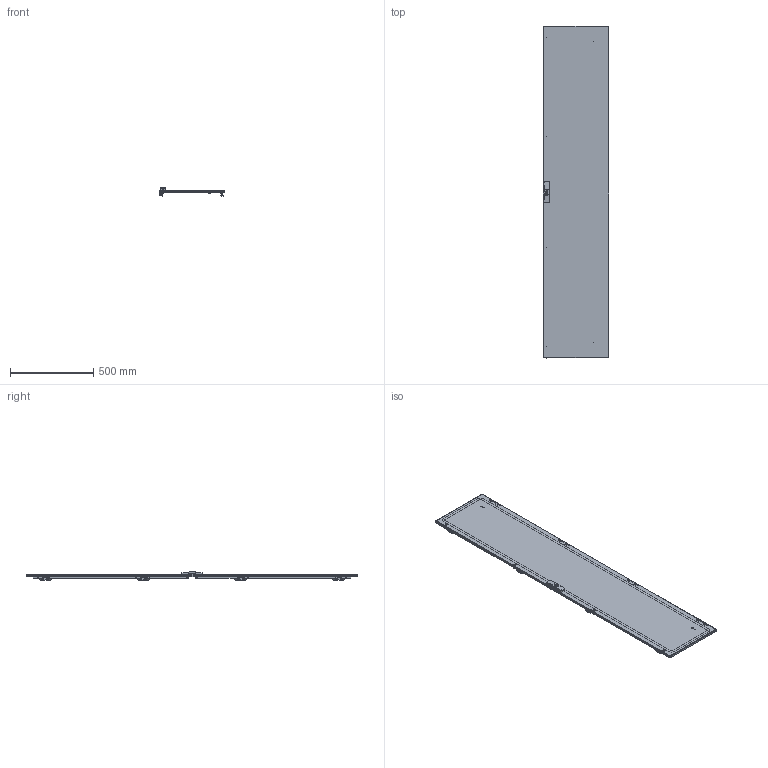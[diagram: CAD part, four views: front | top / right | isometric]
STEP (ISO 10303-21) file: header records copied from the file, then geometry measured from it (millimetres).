
FILE_DESCRIPTION (( 'STEP AP214' ), '1' );
FILE_NAME ('YKM40D-FO-DM-200-040 Äâåðü 2000õ400.STEP', '2022-05-23T11:42:24', ( '' ), ( '' ), 'SwSTEP 2.0', 'SolidWorks 2017', '' );
FILE_SCHEMA (( 'AUTOMOTIVE_DESIGN' ));
Length unit declared in the file: millimetre
Products named in the file (1): YKM40D-FO-DM-200-040 Äâåðü 2000õ400
Bounding box: 395 x 1992.6 x 51.07 mm (x, y, z)
Volume: 2262588.8 mm3; surface area: 2030984.6 mm2
Topology: 82 solids, 82 shells, 3424 faces, 8249 edges, 4922 vertices
Faces by surface type: cylinder 1250, plane 1099, torus 565, cone 364, bspline 120, sphere 26
Entity records: 150669 total; most frequent: CARTESIAN_POINT 32155, DIRECTION 17603, ORIENTED_EDGE 16370, EDGE_CURVE 8185, AXIS2_PLACEMENT_3D 7139, VERTEX_POINT 4922, CIRCLE 3834, EDGE_LOOP 3649
